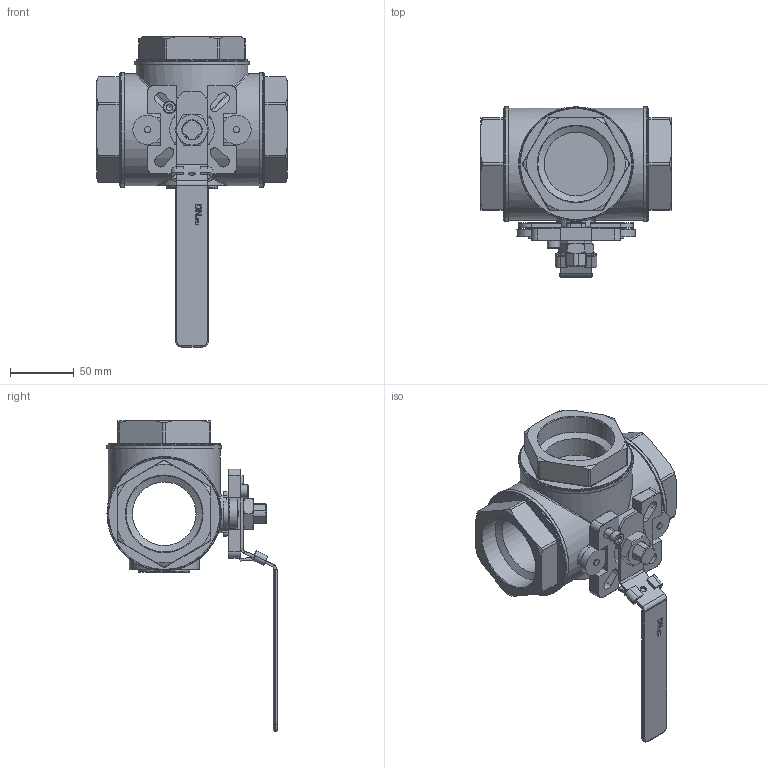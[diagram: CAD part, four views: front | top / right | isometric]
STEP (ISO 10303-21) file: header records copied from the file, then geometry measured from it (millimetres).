
FILE_DESCRIPTION(/* description */ (''),/* implementation_level */ '2;1');
FILE_NAME(/* name */ 'DN50_3D_STEP.stp',/* time_stamp */ '2024-01-27T13:24:34+03:00',/* author */ ('igorr'),/* organization */ (''),/* preprocessor_version */ 'ST-DEVELOPER v19.2',/* originating_system */ 'Autodesk Inventor 2023',/* authorisation */ '');
FILE_SCHEMA (('AUTOMOTIVE_DESIGN { 1 0 10303 214 3 1 1 }'));
Length unit declared in the file: millimetre
Products named in the file (5): Сборка; Деталь1; Деталь6; BS 3692 - M16; AS 1420 - 1973 - M6 x 10
Assembly tree (4 placements, depth 2):
  Сборка
    Деталь1
    Деталь6
    BS 3692 - M16
    AS 1420 - 1973 - M6 x 10
Bounding box: 150 x 133.66 x 243.75 mm (x, y, z)
Volume: 717935 mm3; surface area: 123935.6 mm2
Topology: 5 solids, 5 shells, 575 faces, 1449 edges, 898 vertices
Faces by surface type: plane 264, cylinder 145, bspline 64, torus 56, cone 44, sphere 2
Full cylindrical faces by diameter (mm): 5 x3, 6 x1, 8 x2, 10 x2, 13.835 x1, 30 x1, 35 x1, 40 x1, 50 x2, 60 x3, 88 x5, 90 x3
Entity records: 19126 total; most frequent: CARTESIAN_POINT 5057, ORIENTED_EDGE 2876, DIRECTION 2636, EDGE_CURVE 1438, AXIS2_PLACEMENT_3D 934, VERTEX_POINT 898, LINE 768, VECTOR 768
